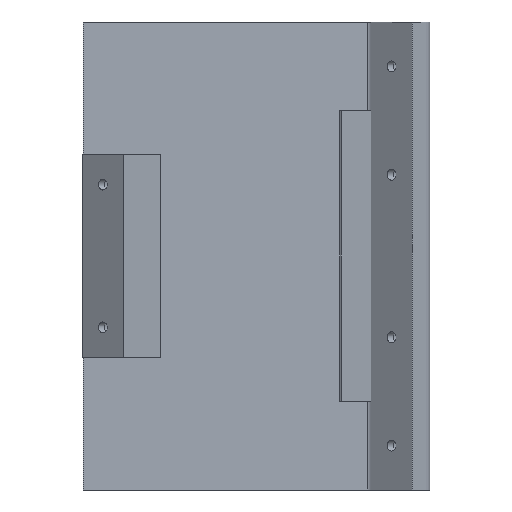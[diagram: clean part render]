
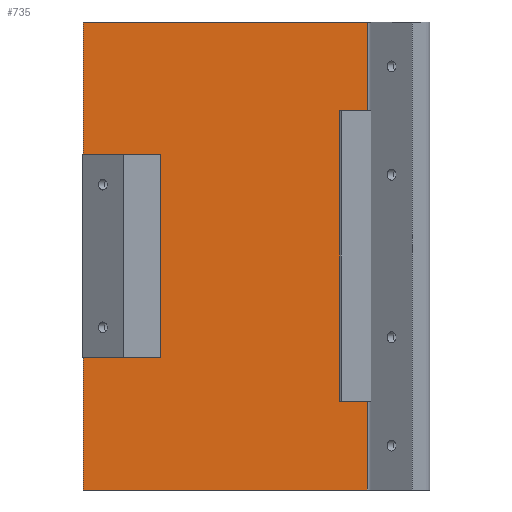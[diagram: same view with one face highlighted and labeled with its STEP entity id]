
A CAD part, front view. The second image highlights one B-rep face of the part: STEP entity #735.
In plain terms, the highlighted planar face has unit normal (0, -1, 0).
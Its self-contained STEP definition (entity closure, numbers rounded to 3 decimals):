
#25=FACE_BOUND('',#131,.T.);
#42=PLANE('',#828);
#80=FACE_OUTER_BOUND('',#130,.T.);
#130=EDGE_LOOP('',(#601,#602,#603,#604,#605,#606,#607,#608));
#131=EDGE_LOOP('',(#609,#610,#611,#612));
#184=LINE('',#1273,#249);
#188=LINE('',#1281,#253);
#194=LINE('',#1292,#259);
#195=LINE('',#1294,#260);
#197=LINE('',#1303,#262);
#198=LINE('',#1306,#263);
#199=LINE('',#1308,#264);
#200=LINE('',#1310,#265);
#201=LINE('',#1312,#266);
#202=LINE('',#1314,#267);
#203=LINE('',#1316,#268);
#204=LINE('',#1317,#269);
#249=VECTOR('',#965,10.);
#253=VECTOR('',#971,10.);
#259=VECTOR('',#981,10.);
#260=VECTOR('',#984,10.);
#262=VECTOR('',#992,10.);
#263=VECTOR('',#995,10.);
#264=VECTOR('',#996,10.);
#265=VECTOR('',#997,10.);
#266=VECTOR('',#998,10.);
#267=VECTOR('',#999,10.);
#268=VECTOR('',#1000,10.);
#269=VECTOR('',#1001,10.);
#354=VERTEX_POINT('',#1271);
#355=VERTEX_POINT('',#1272);
#358=VERTEX_POINT('',#1280);
#361=VERTEX_POINT('',#1290);
#363=VERTEX_POINT('',#1297);
#365=VERTEX_POINT('',#1301);
#366=VERTEX_POINT('',#1305);
#367=VERTEX_POINT('',#1307);
#368=VERTEX_POINT('',#1309);
#369=VERTEX_POINT('',#1311);
#370=VERTEX_POINT('',#1313);
#371=VERTEX_POINT('',#1315);
#438=EDGE_CURVE('',#354,#355,#184,.T.);
#442=EDGE_CURVE('',#358,#354,#188,.T.);
#448=EDGE_CURVE('',#355,#361,#194,.T.);
#449=EDGE_CURVE('',#361,#358,#195,.T.);
#453=EDGE_CURVE('',#365,#363,#197,.T.);
#454=EDGE_CURVE('',#366,#365,#198,.T.);
#455=EDGE_CURVE('',#367,#366,#199,.T.);
#456=EDGE_CURVE('',#368,#367,#200,.T.);
#457=EDGE_CURVE('',#369,#368,#201,.T.);
#458=EDGE_CURVE('',#369,#370,#202,.T.);
#459=EDGE_CURVE('',#370,#371,#203,.T.);
#460=EDGE_CURVE('',#363,#371,#204,.T.);
#601=ORIENTED_EDGE('',*,*,#453,.F.);
#602=ORIENTED_EDGE('',*,*,#454,.F.);
#603=ORIENTED_EDGE('',*,*,#455,.F.);
#604=ORIENTED_EDGE('',*,*,#456,.F.);
#605=ORIENTED_EDGE('',*,*,#457,.F.);
#606=ORIENTED_EDGE('',*,*,#458,.T.);
#607=ORIENTED_EDGE('',*,*,#459,.T.);
#608=ORIENTED_EDGE('',*,*,#460,.F.);
#609=ORIENTED_EDGE('',*,*,#438,.T.);
#610=ORIENTED_EDGE('',*,*,#448,.T.);
#611=ORIENTED_EDGE('',*,*,#449,.T.);
#612=ORIENTED_EDGE('',*,*,#442,.T.);
#735=ADVANCED_FACE('',(#80,#25),#42,.F.);
#828=AXIS2_PLACEMENT_3D('',#1304,#993,#994);
#965=DIRECTION('',(-1.,0.,0.));
#971=DIRECTION('',(0.,0.,-1.));
#981=DIRECTION('',(0.,0.,1.));
#984=DIRECTION('',(1.,0.,0.));
#992=DIRECTION('',(0.,0.,-1.));
#993=DIRECTION('center_axis',(0.,1.,0.));
#994=DIRECTION('ref_axis',(0.,0.,1.));
#995=DIRECTION('',(1.,0.,0.));
#996=DIRECTION('',(0.,0.,1.));
#997=DIRECTION('',(-1.,0.,0.));
#998=DIRECTION('',(0.,0.,-1.));
#999=DIRECTION('',(-1.,0.,0.));
#1000=DIRECTION('',(0.,0.,1.));
#1001=DIRECTION('',(-1.,0.,0.));
#1271=CARTESIAN_POINT('',(-21.214,0.,-50.8));
#1272=CARTESIAN_POINT('',(-52.589,0.,-50.8));
#1273=CARTESIAN_POINT('',(-20.401,0.,-50.8));
#1280=CARTESIAN_POINT('',(-21.214,0.,50.8));
#1281=CARTESIAN_POINT('',(-21.214,0.,0.));
#1290=CARTESIAN_POINT('',(-52.589,0.,50.8));
#1292=CARTESIAN_POINT('',(-52.589,0.,0.));
#1294=CARTESIAN_POINT('',(-20.401,0.,50.8));
#1297=CARTESIAN_POINT('',(82.039,0.,72.55));
#1301=CARTESIAN_POINT('',(82.039,0.,117.));
#1303=CARTESIAN_POINT('',(82.039,0.,58.5));
#1304=CARTESIAN_POINT('Origin',(0.,0.,0.));
#1305=CARTESIAN_POINT('',(-60.,0.,117.));
#1306=CARTESIAN_POINT('',(13.96,0.,117.));
#1307=CARTESIAN_POINT('',(-60.,0.,-117.));
#1308=CARTESIAN_POINT('',(-60.,0.,-117.));
#1309=CARTESIAN_POINT('',(82.039,0.,-117.));
#1310=CARTESIAN_POINT('',(73.96,0.,-117.));
#1311=CARTESIAN_POINT('',(82.039,0.,-72.55));
#1312=CARTESIAN_POINT('',(82.039,0.,-58.5));
#1313=CARTESIAN_POINT('',(68.318,0.,-72.55));
#1314=CARTESIAN_POINT('',(68.318,0.,-72.55));
#1315=CARTESIAN_POINT('',(68.318,0.,72.55));
#1316=CARTESIAN_POINT('',(68.318,0.,-117.));
#1317=CARTESIAN_POINT('',(68.318,0.,72.55));
